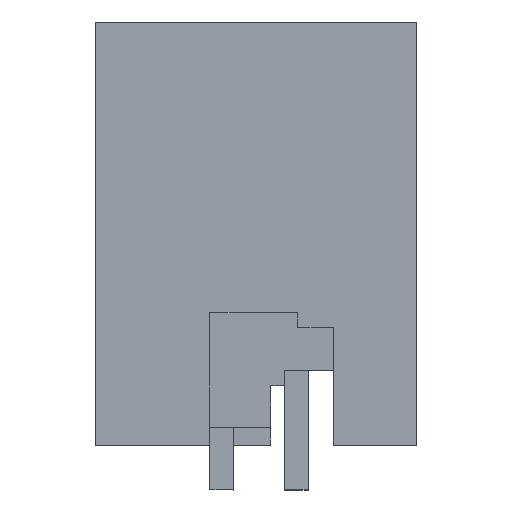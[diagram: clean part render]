
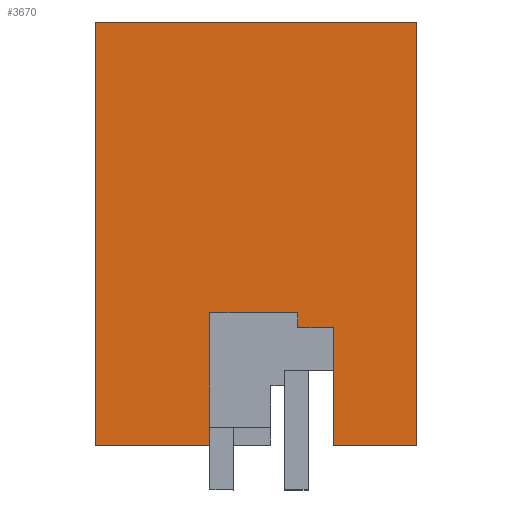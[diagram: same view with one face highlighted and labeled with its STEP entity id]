
A CAD part, left-side view. The second image highlights one B-rep face of the part: STEP entity #3670.
In plain terms, the highlighted planar face has unit normal (-1, 0, 0).
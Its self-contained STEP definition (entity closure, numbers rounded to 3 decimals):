
#3616=AXIS2_PLACEMENT_3D('Plane Axis2P3D',#3613,#3614,#3615) ;
#183=CARTESIAN_POINT('Vertex',(0.,10.8,15.7)) ;
#186=CARTESIAN_POINT('Line Origine',(0.,5.4,15.7)) ;
#190=CARTESIAN_POINT('Vertex',(0.,0.,15.7)) ;
#1799=CARTESIAN_POINT('Vertex',(0.,0.,1.5)) ;
#1802=CARTESIAN_POINT('Line Origine',(0.,0.,8.6)) ;
#1819=CARTESIAN_POINT('Line Origine',(0.,1.4,1.5)) ;
#1823=CARTESIAN_POINT('Vertex',(0.,2.8,1.5)) ;
#2410=CARTESIAN_POINT('Vertex',(0.,10.8,1.5)) ;
#2413=CARTESIAN_POINT('Line Origine',(0.,10.8,8.6)) ;
#3613=CARTESIAN_POINT('Axis2P3D Location',(0.,10.8,10.7)) ;
#3618=CARTESIAN_POINT('Line Origine',(0.,8.875,1.5)) ;
#3622=CARTESIAN_POINT('Vertex',(0.,6.95,1.5)) ;
#3625=CARTESIAN_POINT('Line Origine',(0.,6.95,3.725)) ;
#3629=CARTESIAN_POINT('Vertex',(0.,6.95,5.95)) ;
#3632=CARTESIAN_POINT('Line Origine',(0.,5.475,5.95)) ;
#3636=CARTESIAN_POINT('Vertex',(0.,4.,5.95)) ;
#3639=CARTESIAN_POINT('Line Origine',(0.,4.,5.7)) ;
#3643=CARTESIAN_POINT('Vertex',(0.,4.,5.45)) ;
#3646=CARTESIAN_POINT('Line Origine',(0.,3.4,5.45)) ;
#3650=CARTESIAN_POINT('Vertex',(0.,2.8,5.45)) ;
#3653=CARTESIAN_POINT('Line Origine',(0.,2.8,3.475)) ;
#187=DIRECTION('Vector Direction',(0.,-1.,0.)) ;
#1803=DIRECTION('Vector Direction',(0.,0.,1.)) ;
#1820=DIRECTION('Vector Direction',(0.,-1.,0.)) ;
#2414=DIRECTION('Vector Direction',(0.,0.,1.)) ;
#3614=DIRECTION('Axis2P3D Direction',(1.,0.,0.)) ;
#3615=DIRECTION('Axis2P3D XDirection',(0.,1.,0.)) ;
#3619=DIRECTION('Vector Direction',(0.,-1.,0.)) ;
#3626=DIRECTION('Vector Direction',(0.,0.,-1.)) ;
#3633=DIRECTION('Vector Direction',(0.,-1.,0.)) ;
#3640=DIRECTION('Vector Direction',(0.,0.,-1.)) ;
#3647=DIRECTION('Vector Direction',(0.,-1.,0.)) ;
#3654=DIRECTION('Vector Direction',(0.,0.,-1.)) ;
#188=VECTOR('Line Direction',#187,1.) ;
#1804=VECTOR('Line Direction',#1803,1.) ;
#1821=VECTOR('Line Direction',#1820,1.) ;
#2415=VECTOR('Line Direction',#2414,1.) ;
#3620=VECTOR('Line Direction',#3619,1.) ;
#3627=VECTOR('Line Direction',#3626,1.) ;
#3634=VECTOR('Line Direction',#3633,1.) ;
#3641=VECTOR('Line Direction',#3640,1.) ;
#3648=VECTOR('Line Direction',#3647,1.) ;
#3655=VECTOR('Line Direction',#3654,1.) ;
#3659=ORIENTED_EDGE('',*,*,#1825,.T.) ;
#3660=ORIENTED_EDGE('',*,*,#1806,.T.) ;
#3661=ORIENTED_EDGE('',*,*,#192,.F.) ;
#3662=ORIENTED_EDGE('',*,*,#2417,.F.) ;
#3663=ORIENTED_EDGE('',*,*,#3624,.T.) ;
#3664=ORIENTED_EDGE('',*,*,#3631,.F.) ;
#3665=ORIENTED_EDGE('',*,*,#3638,.T.) ;
#3666=ORIENTED_EDGE('',*,*,#3645,.T.) ;
#3667=ORIENTED_EDGE('',*,*,#3652,.T.) ;
#3668=ORIENTED_EDGE('',*,*,#3657,.T.) ;
#3670=ADVANCED_FACE('HOUSING',(#3669),#3617,.F.) ;
#192=EDGE_CURVE('',#184,#191,#189,.T.) ;
#1806=EDGE_CURVE('',#1800,#191,#1805,.T.) ;
#1825=EDGE_CURVE('',#1824,#1800,#1822,.T.) ;
#2417=EDGE_CURVE('',#2411,#184,#2416,.T.) ;
#3624=EDGE_CURVE('',#2411,#3623,#3621,.T.) ;
#3631=EDGE_CURVE('',#3630,#3623,#3628,.T.) ;
#3638=EDGE_CURVE('',#3630,#3637,#3635,.T.) ;
#3645=EDGE_CURVE('',#3637,#3644,#3642,.T.) ;
#3652=EDGE_CURVE('',#3644,#3651,#3649,.T.) ;
#3657=EDGE_CURVE('',#3651,#1824,#3656,.T.) ;
#3658=EDGE_LOOP('',(#3659,#3660,#3661,#3662,#3663,#3664,#3665,#3666,#3667,#3668)) ;
#3669=FACE_OUTER_BOUND('',#3658,.T.) ;
#189=LINE('Line',#186,#188) ;
#1805=LINE('Line',#1802,#1804) ;
#1822=LINE('Line',#1819,#1821) ;
#2416=LINE('Line',#2413,#2415) ;
#3621=LINE('Line',#3618,#3620) ;
#3628=LINE('Line',#3625,#3627) ;
#3635=LINE('Line',#3632,#3634) ;
#3642=LINE('Line',#3639,#3641) ;
#3649=LINE('Line',#3646,#3648) ;
#3656=LINE('Line',#3653,#3655) ;
#3617=PLANE('',#3616) ;
#184=VERTEX_POINT('',#183) ;
#191=VERTEX_POINT('',#190) ;
#1800=VERTEX_POINT('',#1799) ;
#1824=VERTEX_POINT('',#1823) ;
#2411=VERTEX_POINT('',#2410) ;
#3623=VERTEX_POINT('',#3622) ;
#3630=VERTEX_POINT('',#3629) ;
#3637=VERTEX_POINT('',#3636) ;
#3644=VERTEX_POINT('',#3643) ;
#3651=VERTEX_POINT('',#3650) ;
